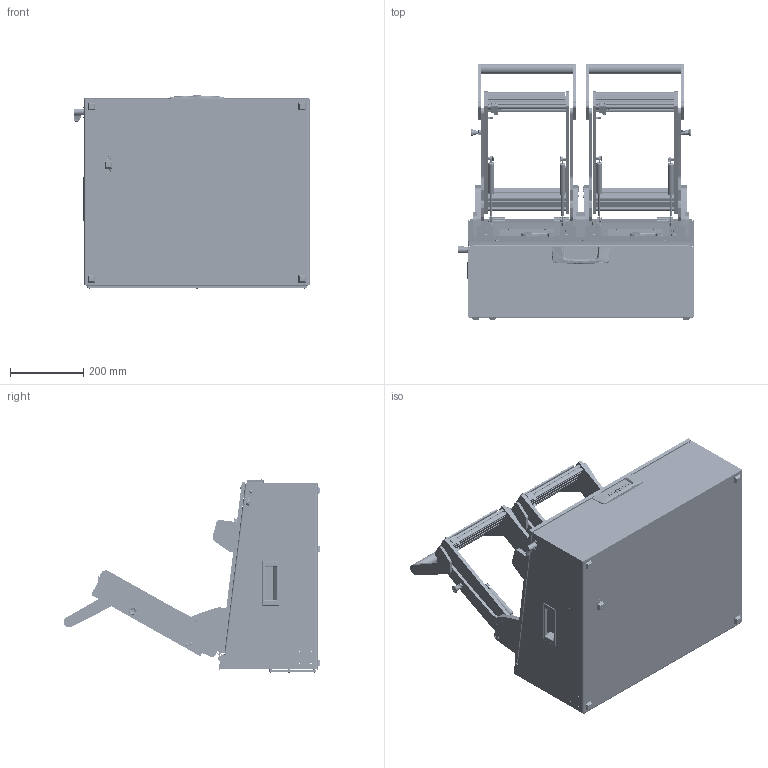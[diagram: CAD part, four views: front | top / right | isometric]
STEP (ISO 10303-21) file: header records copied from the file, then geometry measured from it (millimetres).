
FILE_DESCRIPTION (( 'STEP AP214' ), '1' );
FILE_NAME ('INGUN_113908_offen.STEP', '2022-04-26T12:06:29', ( '' ), ( '' ), 'SwSTEP 2.0', 'SolidWorks 2018', '' );
FILE_SCHEMA (( 'AUTOMOTIVE_DESIGN' ));
Length unit declared in the file: millimetre
Products named in the file (106): 110231~1_S; 38786~1; ISO7380~n_M05,0x020; 43767~4_S; 34328~1_S; 31194~0; DIN914~n_M04,0x05; 109963~0_KUNDE<S>; 20901~0_ohne Schiebeteil<Standard>; 43495~0_S; 8804~0; DIN7991~n_M03,0x016 VA; 30758_01~0_S; 53828~0_KUNDE<S>; 32730~5_S; 53829~2_KUNDE<S>; 2281~0_180ø<Standard>; 30112~0; DIN6325~n_03,0m6x010; 30758_02~0_S; 35097~0; 20901_01~0; 57801~2_S; K_02038~0; 110705~2_S; 48726~2_S; 35150~0_S; 32171~0_S; 109986~0_KUNDE<S>; 43870~3_KUNDE offen<S>; 30758~0_S; 2528~0; 37188~1_S; DIN125~n_04,3 M04,0; 43581~5_KUNDE<S>; DIN6325~n_04,0m6x014; 109967~0_KUNDE<S>; 20901~0_Abstand 296<Standard>; 35663~9_S; 43494~2_KUNDE<S> ...
Assembly tree (316 placements, depth 5):
  INGUN_113908_offen
    32730~5_S
      32727~9
      30758~0_S  x2
        30758_01~0_S
        30758_02~0_S
      20902~0
      DIN985-A2~n_M05,0  x3
      DIN7991~n_M05,0x012  x2
      32462~0_S
      DIN7991~n_M05,0x016
      8804~0
      DIN125~n_05,3 M05,0 Fase  x2
      20901~0_Abstand 296<Standard>
        20901~0_ohne Schiebeteil<Standard>
        20901_01~0
      31555~4_S
      2720~0  x5
      53032~0_S
      32171~0_S
      ISO7380~n_M04,0x012  x4
      29805~4_geschlossen<S>
        110322~4_S
        110705~2_S
        30984~0_S
        110231~1_S
        110443~0_S
        30112~0
        ISO7380~n_M05,0x030
        ISO7380~n_M04,0x008  x2
        DIN914~n_M04,0x05
      35334~0_S
    43870~3_KUNDE offen<S>
      109983~0_offen<S>
        43767~4_S
        2281~0_180ø<Standard>  x3
          2281~0
        37188~1_S  x3
        53031~0_S
        DIN7991~n_M05,0x016  x20
        DIN7991~n_M05,0x020  x12
        DIN125~n_05,3 M05,0 Fase  x8
        DIN985-A2~n_M05,0  x8
        DIN6325~n_04,0m6x024  x2
        DIN6325~n_04,0m6x016  x4
        DIN7991~n_M03,0x016 VA  x4
        DIN912~n_M04,0x012  x2
        DIN6325~n_02,0m6x020  x2
        DIN6325~n_03,0m6x010  x8
        ISO7380~n_M05,0x008  x4
        36175~4_S  x2
        35662~11_S  x2
        35663~9_S  x2
        35649~1_S  x2
        37189~1_S  x2
        31253~0_S  x2
        30955~0_S  x2
        30915~0  x2
        ASR~-a-s-r_拱04,2x07x拌8  x4
        2528~0  x4
Bounding box: 647.49 x 702.18 x 528.02 mm (x, y, z)
Volume: 8265032.4 mm3; surface area: 4332059.3 mm2
Topology: 367 solids, 367 shells, 8744 faces, 21875 edges, 13965 vertices
Faces by surface type: cylinder 3612, plane 3351, cone 1152, bspline 303, sphere 168, torus 158
Entity records: 124226 total; most frequent: CARTESIAN_POINT 29652, DIRECTION 18901, ORIENTED_EDGE 17364, EDGE_CURVE 8682, AXIS2_PLACEMENT_3D 7117, VERTEX_POINT 5594, LINE 4667, VECTOR 4667
